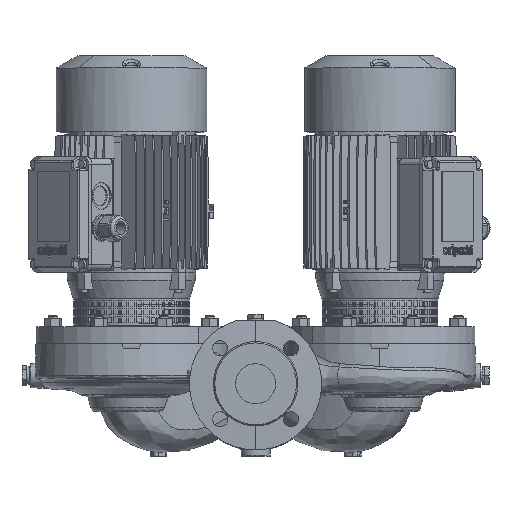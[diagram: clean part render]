
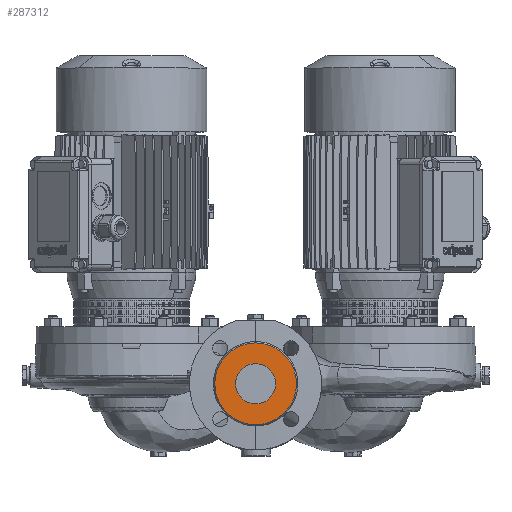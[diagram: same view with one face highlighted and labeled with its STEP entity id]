
A CAD part, top view. The second image highlights one B-rep face of the part: STEP entity #287312.
In plain terms, the highlighted face is planar.
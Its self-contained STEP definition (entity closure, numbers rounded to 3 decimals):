
#1283 = DIRECTION ( 'NONE',  ( 1., 0., 0. ) ) ;
#8765 = CARTESIAN_POINT ( 'NONE',  ( 0., 170., -40.5 ) ) ;
#9568 = ORIENTED_EDGE ( 'NONE', *, *, #133675, .F. ) ;
#19366 = DIRECTION ( 'NONE',  ( 1., 0., 0. ) ) ;
#20838 = DIRECTION ( 'NONE',  ( 0., 1., 0. ) ) ;
#23777 = CARTESIAN_POINT ( 'NONE',  ( 0., 170., 10.5 ) ) ;
#26273 = ORIENTED_EDGE ( 'NONE', *, *, #261559, .F. ) ;
#39297 = CARTESIAN_POINT ( 'NONE',  ( 0., 170., -14.5 ) ) ;
#41781 = VERTEX_POINT ( 'NONE', #8765 ) ;
#51920 = FACE_BOUND ( 'NONE', #229753, .T. ) ;
#66372 = CIRCLE ( 'NONE', #171751, 51. ) ;
#69991 = PLANE ( 'NONE',  #228998 ) ;
#75898 = DIRECTION ( 'NONE',  ( 0., 1., 0. ) ) ;
#76020 = VERTEX_POINT ( 'NONE', #39297 ) ;
#85794 = CARTESIAN_POINT ( 'NONE',  ( 0., 170., 10.5 ) ) ;
#88213 = DIRECTION ( 'NONE',  ( 0., 1., 0. ) ) ;
#90232 = AXIS2_PLACEMENT_3D ( 'NONE', #293954, #20838, #19366 ) ;
#108556 = VERTEX_POINT ( 'NONE', #109727 ) ;
#109248 = DIRECTION ( 'NONE',  ( 0., 0., 1. ) ) ;
#109727 = CARTESIAN_POINT ( 'NONE',  ( 0., 170., 61.5 ) ) ;
#110043 = CARTESIAN_POINT ( 'NONE',  ( 0., 170., 35.5 ) ) ;
#111288 = DIRECTION ( 'NONE',  ( 0., 1., 0. ) ) ;
#122104 = EDGE_CURVE ( 'NONE', #108556, #41781, #66372, .T. ) ;
#133675 = EDGE_CURVE ( 'NONE', #252155, #76020, #197218, .T. ) ;
#134922 = DIRECTION ( 'NONE',  ( 0., 0., 1. ) ) ;
#137055 = EDGE_LOOP ( 'NONE', ( #261916, #291706 ) ) ;
#171751 = AXIS2_PLACEMENT_3D ( 'NONE', #85794, #111288, #1283 ) ;
#181307 = CIRCLE ( 'NONE', #219659, 25. ) ;
#197218 = CIRCLE ( 'NONE', #225984, 25. ) ;
#199303 = CARTESIAN_POINT ( 'NONE',  ( 0., 170., 10.5 ) ) ;
#219659 = AXIS2_PLACEMENT_3D ( 'NONE', #23777, #230904, #134922 ) ;
#225984 = AXIS2_PLACEMENT_3D ( 'NONE', #199303, #88213, #109248 ) ;
#228998 = AXIS2_PLACEMENT_3D ( 'NONE', #281472, #75898, #230600 ) ;
#229753 = EDGE_LOOP ( 'NONE', ( #9568, #26273 ) ) ;
#230600 = DIRECTION ( 'NONE',  ( 0., 0., -1. ) ) ;
#230904 = DIRECTION ( 'NONE',  ( 0., 1., 0. ) ) ;
#238961 = CIRCLE ( 'NONE', #90232, 51. ) ;
#252155 = VERTEX_POINT ( 'NONE', #110043 ) ;
#261559 = EDGE_CURVE ( 'NONE', #76020, #252155, #181307, .T. ) ;
#261632 = EDGE_CURVE ( 'NONE', #41781, #108556, #238961, .T. ) ;
#261916 = ORIENTED_EDGE ( 'NONE', *, *, #261632, .T. ) ;
#275571 = FACE_OUTER_BOUND ( 'NONE', #137055, .T. ) ;
#281472 = CARTESIAN_POINT ( 'NONE',  ( 102., 170., 112.5 ) ) ;
#287312 = ADVANCED_FACE ( 'NONE', ( #51920, #275571 ), #69991, .T. ) ;
#291706 = ORIENTED_EDGE ( 'NONE', *, *, #122104, .T. ) ;
#293954 = CARTESIAN_POINT ( 'NONE',  ( 0., 170., 10.5 ) ) ;
